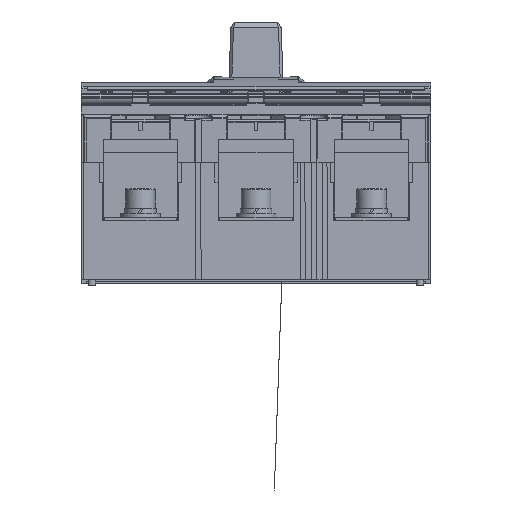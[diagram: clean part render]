
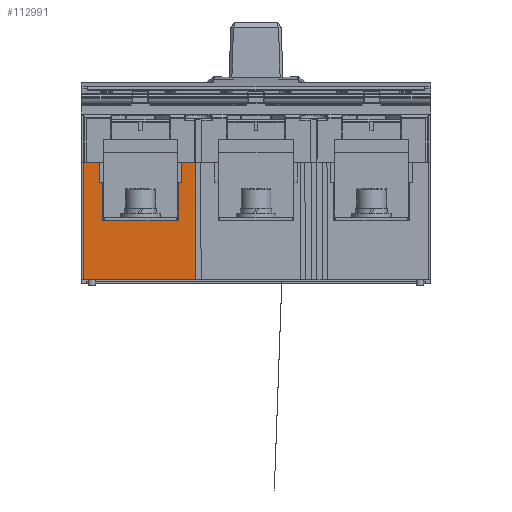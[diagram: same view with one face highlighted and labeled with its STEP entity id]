
A CAD part, front view. The second image highlights one B-rep face of the part: STEP entity #112991.
In plain terms, the highlighted face is planar.
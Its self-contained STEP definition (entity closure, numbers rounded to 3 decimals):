
#5618 = ORIENTED_EDGE ( 'NONE', *, *, #71665, .T. ) ;
#7158 = LINE ( 'NONE', #54761, #92989 ) ;
#8236 = ORIENTED_EDGE ( 'NONE', *, *, #17800, .F. ) ;
#8843 = EDGE_CURVE ( 'NONE', #114298, #107932, #124965, .T. ) ;
#12575 = FACE_OUTER_BOUND ( 'NONE', #34416, .T. ) ;
#14210 = CARTESIAN_POINT ( 'NONE',  ( -30.366, 154.908, -1. ) ) ;
#16533 = LINE ( 'NONE', #14210, #141385 ) ;
#16718 = VERTEX_POINT ( 'NONE', #30507 ) ;
#17800 = EDGE_CURVE ( 'NONE', #21506, #138390, #16533, .T. ) ;
#19495 = EDGE_CURVE ( 'NONE', #40507, #94816, #70401, .T. ) ;
#19583 = DIRECTION ( 'NONE',  ( 1., 0., 0. ) ) ;
#19698 = EDGE_CURVE ( 'NONE', #122294, #94078, #141078, .T. ) ;
#19839 = CARTESIAN_POINT ( 'NONE',  ( -99.966, 155.28, -72. ) ) ;
#21112 = CARTESIAN_POINT ( 'NONE',  ( -40.466, 155.28, -72. ) ) ;
#21506 = VERTEX_POINT ( 'NONE', #149209 ) ;
#22740 = DIRECTION ( 'NONE',  ( 0., 1., 0.005 ) ) ;
#23066 = AXIS2_PLACEMENT_3D ( 'NONE', #129656, #22740, #141397 ) ;
#24602 = ORIENTED_EDGE ( 'NONE', *, *, #19495, .T. ) ;
#27232 = VECTOR ( 'NONE', #132766, 1000. ) ;
#29016 = CARTESIAN_POINT ( 'NONE',  ( -175.18, 155.217, -60. ) ) ;
#29850 = VERTEX_POINT ( 'NONE', #81790 ) ;
#30131 = DIRECTION ( 'NONE',  ( 1., 0., 0. ) ) ;
#30507 = CARTESIAN_POINT ( 'NONE',  ( -99.966, 155.28, -72. ) ) ;
#33047 = CARTESIAN_POINT ( 'NONE',  ( -99.833, 155.28, -72. ) ) ;
#34416 = EDGE_LOOP ( 'NONE', ( #56150, #42402, #24602, #132234, #77661, #69993, #110115, #150184, #8236, #97436, #149593, #92627, #5618, #80103 ) ) ;
#34498 = DIRECTION ( 'NONE',  ( 0., 0.005, -1. ) ) ;
#37957 = LINE ( 'NONE', #76132, #132948 ) ;
#39774 = CARTESIAN_POINT ( 'NONE',  ( -32.3, 155.28, -72. ) ) ;
#40507 = VERTEX_POINT ( 'NONE', #98015 ) ;
#41595 = CARTESIAN_POINT ( 'NONE',  ( -31.866, 155.28, -72. ) ) ;
#42402 = ORIENTED_EDGE ( 'NONE', *, *, #124185, .T. ) ;
#42531 = DIRECTION ( 'NONE',  ( 0., -0.005, 1. ) ) ;
#42945 = VECTOR ( 'NONE', #98489, 1000. ) ;
#44062 = LINE ( 'NONE', #19839, #141219 ) ;
#52433 = CARTESIAN_POINT ( 'NONE',  ( 4.634, 155.28, -72. ) ) ;
#54696 = LINE ( 'NONE', #79620, #60744 ) ;
#54761 = CARTESIAN_POINT ( 'NONE',  ( -90.266, 155.28, -72. ) ) ;
#55274 = VERTEX_POINT ( 'NONE', #71010 ) ;
#55572 = CARTESIAN_POINT ( 'NONE',  ( -175.18, 155.094, -36.5 ) ) ;
#56150 = ORIENTED_EDGE ( 'NONE', *, *, #19698, .T. ) ;
#58823 = B_SPLINE_CURVE_WITH_KNOTS ( 'NONE', 3,
 ( #104080, #142298, #152493, #33047 ),
 .UNSPECIFIED., .F., .F.,
 ( 4, 4 ),
 ( 0., 0.014 ),
 .UNSPECIFIED. ) ;
#60744 = VECTOR ( 'NONE', #139728, 1000. ) ;
#64998 = CARTESIAN_POINT ( 'NONE',  ( -32.01, 155.28, -72. ) ) ;
#69198 = EDGE_CURVE ( 'NONE', #94816, #107707, #74295, .T. ) ;
#69385 = VECTOR ( 'NONE', #34498, 1000. ) ;
#69993 = ORIENTED_EDGE ( 'NONE', *, *, #92944, .F. ) ;
#70401 = LINE ( 'NONE', #141447, #69385 ) ;
#71010 = CARTESIAN_POINT ( 'NONE',  ( -40.466, 155.217, -60. ) ) ;
#71665 = EDGE_CURVE ( 'NONE', #114298, #55274, #54696, .T. ) ;
#74295 = LINE ( 'NONE', #29016, #42945 ) ;
#76132 = CARTESIAN_POINT ( 'NONE',  ( -32.114, 154.908, -1. ) ) ;
#76697 = CARTESIAN_POINT ( 'NONE',  ( -32.155, 155.28, -72. ) ) ;
#77661 = ORIENTED_EDGE ( 'NONE', *, *, #114986, .T. ) ;
#77730 = LINE ( 'NONE', #137081, #139145 ) ;
#78911 = CARTESIAN_POINT ( 'NONE',  ( -99.833, 155.28, -72. ) ) ;
#79620 = CARTESIAN_POINT ( 'NONE',  ( -40.466, 155.28, -72. ) ) ;
#80103 = ORIENTED_EDGE ( 'NONE', *, *, #150830, .T. ) ;
#81311 = B_SPLINE_CURVE_WITH_KNOTS ( 'NONE', 3,
 ( #113357, #76697, #64998, #41595 ),
 .UNSPECIFIED., .F., .F.,
 ( 4, 4 ),
 ( 0.95, 1. ),
 .UNSPECIFIED. ) ;
#81790 = CARTESIAN_POINT ( 'NONE',  ( -31.866, 155.28, -72. ) ) ;
#82097 = EDGE_CURVE ( 'NONE', #21506, #29850, #37957, .T. ) ;
#85134 = CARTESIAN_POINT ( 'NONE',  ( -175.18, 155.217, -60. ) ) ;
#92627 = ORIENTED_EDGE ( 'NONE', *, *, #8843, .F. ) ;
#92944 = EDGE_CURVE ( 'NONE', #139204, #137241, #77730, .T. ) ;
#92989 = VECTOR ( 'NONE', #100813, 1000. ) ;
#93729 = CARTESIAN_POINT ( 'NONE',  ( -99.966, 154.908, -1. ) ) ;
#94078 = VERTEX_POINT ( 'NONE', #97916 ) ;
#94816 = VERTEX_POINT ( 'NONE', #143652 ) ;
#97436 = ORIENTED_EDGE ( 'NONE', *, *, #82097, .T. ) ;
#97711 = DIRECTION ( 'NONE',  ( -1., 0., 0. ) ) ;
#97789 = CARTESIAN_POINT ( 'NONE',  ( -90.266, 155.217, -60. ) ) ;
#97916 = CARTESIAN_POINT ( 'NONE',  ( -42.466, 155.094, -36.5 ) ) ;
#98015 = CARTESIAN_POINT ( 'NONE',  ( -88.266, 155.094, -36.5 ) ) ;
#98489 = DIRECTION ( 'NONE',  ( -1., 0., 0. ) ) ;
#100751 = VECTOR ( 'NONE', #103183, 1000. ) ;
#100813 = DIRECTION ( 'NONE',  ( 0., 0.005, -1. ) ) ;
#103183 = DIRECTION ( 'NONE',  ( -1., 0., 0. ) ) ;
#103951 = CARTESIAN_POINT ( 'NONE',  ( -90.266, 155.28, -72. ) ) ;
#104080 = CARTESIAN_POINT ( 'NONE',  ( -99.966, 155.28, -72. ) ) ;
#107707 = VERTEX_POINT ( 'NONE', #97789 ) ;
#107932 = VERTEX_POINT ( 'NONE', #39774 ) ;
#110115 = ORIENTED_EDGE ( 'NONE', *, *, #133410, .F. ) ;
#112991 = ADVANCED_FACE ( 'NONE', ( #12575 ), #117961, .T. ) ;
#113357 = CARTESIAN_POINT ( 'NONE',  ( -32.3, 155.28, -72. ) ) ;
#114298 = VERTEX_POINT ( 'NONE', #21112 ) ;
#114986 = EDGE_CURVE ( 'NONE', #107707, #137241, #7158, .T. ) ;
#117961 = PLANE ( 'NONE',  #23066 ) ;
#122294 = VERTEX_POINT ( 'NONE', #154006 ) ;
#124185 = EDGE_CURVE ( 'NONE', #94078, #40507, #138353, .T. ) ;
#124965 = LINE ( 'NONE', #52433, #133574 ) ;
#125694 = CARTESIAN_POINT ( 'NONE',  ( -42.466, 155.28, -72. ) ) ;
#129218 = VECTOR ( 'NONE', #136680, 1000. ) ;
#129656 = CARTESIAN_POINT ( 'NONE',  ( -175.18, 155.28, -72. ) ) ;
#132234 = ORIENTED_EDGE ( 'NONE', *, *, #69198, .T. ) ;
#132766 = DIRECTION ( 'NONE',  ( -1., 0., 0. ) ) ;
#132948 = VECTOR ( 'NONE', #145658, 1000. ) ;
#133410 = EDGE_CURVE ( 'NONE', #16718, #139204, #58823, .T. ) ;
#133574 = VECTOR ( 'NONE', #19583, 1000. ) ;
#136680 = DIRECTION ( 'NONE',  ( 0., -0.005, 1. ) ) ;
#137081 = CARTESIAN_POINT ( 'NONE',  ( 4.634, 155.28, -72. ) ) ;
#137241 = VERTEX_POINT ( 'NONE', #103951 ) ;
#138353 = LINE ( 'NONE', #55572, #100751 ) ;
#138390 = VERTEX_POINT ( 'NONE', #93729 ) ;
#139145 = VECTOR ( 'NONE', #30131, 1000. ) ;
#139204 = VERTEX_POINT ( 'NONE', #78911 ) ;
#139728 = DIRECTION ( 'NONE',  ( 0., -0.005, 1. ) ) ;
#141078 = LINE ( 'NONE', #125694, #129218 ) ;
#141219 = VECTOR ( 'NONE', #42531, 1000. ) ;
#141385 = VECTOR ( 'NONE', #97711, 1000. ) ;
#141397 = DIRECTION ( 'NONE',  ( 1., 0., 0. ) ) ;
#141447 = CARTESIAN_POINT ( 'NONE',  ( -88.266, 155.28, -72. ) ) ;
#142298 = CARTESIAN_POINT ( 'NONE',  ( -99.922, 155.28, -72. ) ) ;
#142486 = EDGE_CURVE ( 'NONE', #16718, #138390, #44062, .T. ) ;
#143652 = CARTESIAN_POINT ( 'NONE',  ( -88.266, 155.217, -60. ) ) ;
#144503 = LINE ( 'NONE', #85134, #27232 ) ;
#145658 = DIRECTION ( 'NONE',  ( 0.003, 0.005, -1. ) ) ;
#149209 = CARTESIAN_POINT ( 'NONE',  ( -32.114, 154.908, -1. ) ) ;
#149503 = EDGE_CURVE ( 'NONE', #107932, #29850, #81311, .T. ) ;
#149593 = ORIENTED_EDGE ( 'NONE', *, *, #149503, .F. ) ;
#150184 = ORIENTED_EDGE ( 'NONE', *, *, #142486, .T. ) ;
#150830 = EDGE_CURVE ( 'NONE', #55274, #122294, #144503, .T. ) ;
#152493 = CARTESIAN_POINT ( 'NONE',  ( -99.877, 155.28, -72. ) ) ;
#154006 = CARTESIAN_POINT ( 'NONE',  ( -42.466, 155.217, -60. ) ) ;
